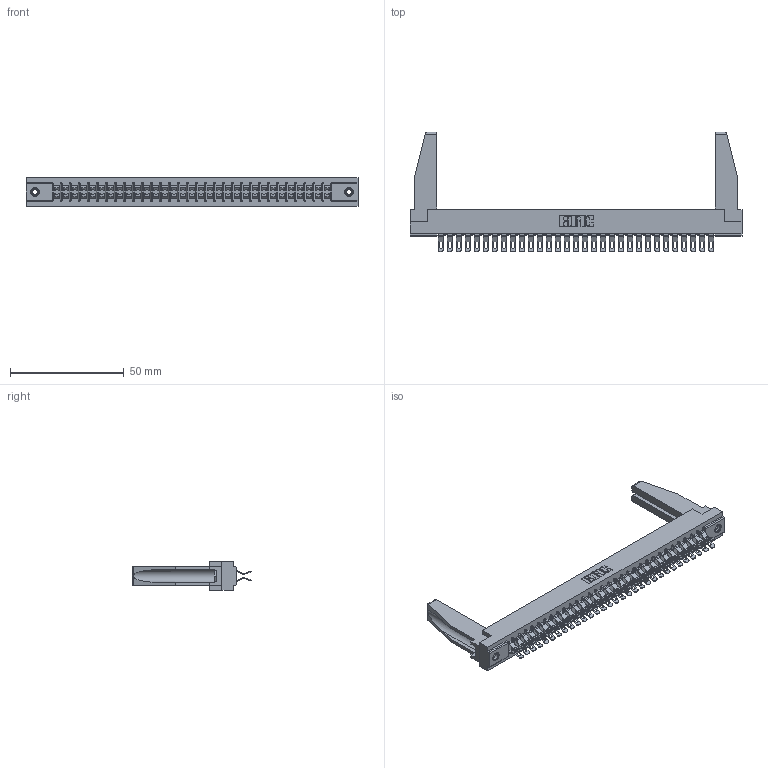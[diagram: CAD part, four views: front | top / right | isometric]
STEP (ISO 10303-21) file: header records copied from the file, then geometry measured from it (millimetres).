
FILE_DESCRIPTION (( 'STEP AP203' ), '1' );
FILE_NAME ('307-062-455-278.STEP', '2020-09-30T16:40:48', ( '' ), ( '' ), 'SwSTEP 2.0', 'SolidWorks 2020', '' );
FILE_SCHEMA (( 'CONFIG_CONTROL_DESIGN' ));
Length unit declared in the file: inch
Products named in the file (5): 345-250-001_345-250-001-102; 307 Part_.156 Dia Mounting Holes; 307-290-001_555; 307-220-078; 307-062-455-278
Assembly tree (67 placements, depth 2):
  307-062-455-278
    307 Part_.156 Dia Mounting Holes
    307-290-001_555  x62
    307-220-078  x2
    345-250-001_345-250-001-102  x2
Bounding box: 145.85 x 52.45 x 12.7 mm (x, y, z)
Volume: 19609.2 mm3; surface area: 23736.7 mm2
Topology: 67 solids, 67 shells, 4062 faces, 11875 edges, 7738 vertices
Faces by surface type: plane 2262, cylinder 1720, sphere 64, cone 12, torus 4
Entity records: 31900 total; most frequent: CARTESIAN_POINT 5237, ORIENTED_EDGE 5150, DIRECTION 5095, EDGE_CURVE 2575, LINE 1963, VECTOR 1963, VERTEX_POINT 1666, AXIS2_PLACEMENT_3D 1566
